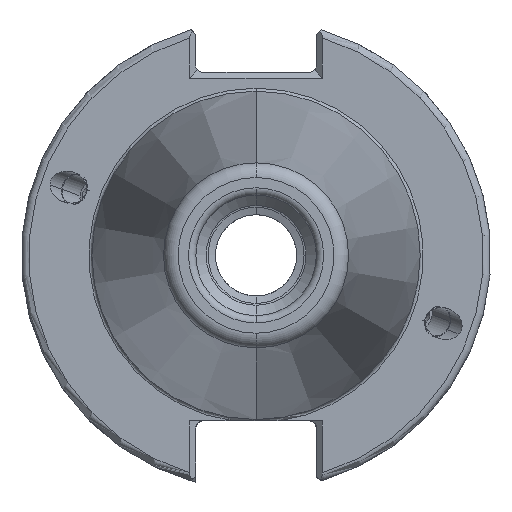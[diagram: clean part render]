
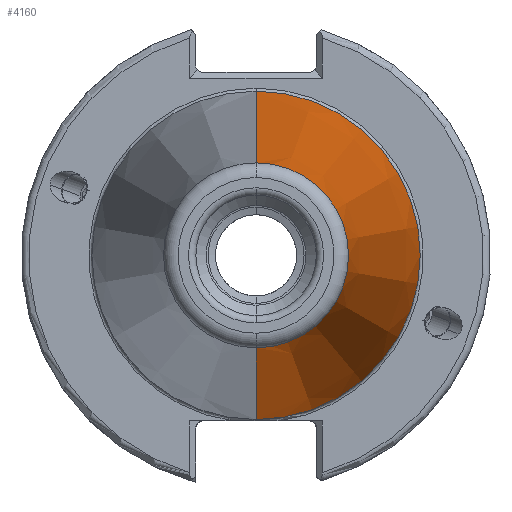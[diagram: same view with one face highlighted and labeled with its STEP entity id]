
A CAD part, left-side view. The second image highlights one B-rep face of the part: STEP entity #4160.
In plain terms, the highlighted conical face has half-angle 8.297 degrees and reference radius 22.225 mm.
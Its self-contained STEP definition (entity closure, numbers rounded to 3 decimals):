
#85 = DIRECTION ( 'NONE',  ( 0., 0., -1. ) ) ;
#195 = CIRCLE ( 'NONE', #543, 22.225 ) ;
#409 = VERTEX_POINT ( 'NONE', #6725 ) ;
#543 = AXIS2_PLACEMENT_3D ( 'NONE', #988, #5256, #1622 ) ;
#550 = DIRECTION ( 'NONE',  ( 0.99, 0., 0.144 ) ) ;
#600 = AXIS2_PLACEMENT_3D ( 'NONE', #6109, #2495, #6718 ) ;
#952 = VERTEX_POINT ( 'NONE', #3238 ) ;
#988 = CARTESIAN_POINT ( 'NONE',  ( -80., 0., 0. ) ) ;
#1347 = CARTESIAN_POINT ( 'NONE',  ( -146.539, 0., -12.522 ) ) ;
#1372 = CONICAL_SURFACE ( 'NONE', #5567, 22.225, 0.145 ) ;
#1622 = DIRECTION ( 'NONE',  ( 0., 0., 1. ) ) ;
#1630 = EDGE_CURVE ( 'NONE', #2152, #952, #6418, .T. ) ;
#2152 = VERTEX_POINT ( 'NONE', #4197 ) ;
#2248 = ORIENTED_EDGE ( 'NONE', *, *, #6753, .T. ) ;
#2453 = CARTESIAN_POINT ( 'NONE',  ( -80., 0., 0. ) ) ;
#2495 = DIRECTION ( 'NONE',  ( -1., 0., 0. ) ) ;
#2597 = ORIENTED_EDGE ( 'NONE', *, *, #1630, .F. ) ;
#2937 = CARTESIAN_POINT ( 'NONE',  ( -80., 0., -22.225 ) ) ;
#2965 = VECTOR ( 'NONE', #7745, 1000. ) ;
#3163 = DIRECTION ( 'NONE',  ( 1., 0., 0. ) ) ;
#3169 = VERTEX_POINT ( 'NONE', #1347 ) ;
#3178 = FACE_OUTER_BOUND ( 'NONE', #4837, .T. ) ;
#3238 = CARTESIAN_POINT ( 'NONE',  ( -80., 0., 22.225 ) ) ;
#3605 = EDGE_CURVE ( 'NONE', #3169, #2152, #7049, .T. ) ;
#4160 = ADVANCED_FACE ( 'NONE', ( #3178 ), #1372, .T. ) ;
#4197 = CARTESIAN_POINT ( 'NONE',  ( -146.539, 0., 12.522 ) ) ;
#4255 = VECTOR ( 'NONE', #550, 1000. ) ;
#4762 = ORIENTED_EDGE ( 'NONE', *, *, #7796, .T. ) ;
#4837 = EDGE_LOOP ( 'NONE', ( #2597, #7725, #4762, #2248 ) ) ;
#5256 = DIRECTION ( 'NONE',  ( -1., 0., 0. ) ) ;
#5567 = AXIS2_PLACEMENT_3D ( 'NONE', #2453, #3163, #85 ) ;
#6109 = CARTESIAN_POINT ( 'NONE',  ( -146.539, 0., 0. ) ) ;
#6418 = LINE ( 'NONE', #7787, #4255 ) ;
#6718 = DIRECTION ( 'NONE',  ( 0., 0., 1. ) ) ;
#6725 = CARTESIAN_POINT ( 'NONE',  ( -80., 0., -22.225 ) ) ;
#6753 = EDGE_CURVE ( 'NONE', #409, #952, #195, .T. ) ;
#7049 = CIRCLE ( 'NONE', #600, 12.522 ) ;
#7725 = ORIENTED_EDGE ( 'NONE', *, *, #3605, .F. ) ;
#7745 = DIRECTION ( 'NONE',  ( 0.99, 0., -0.144 ) ) ;
#7760 = LINE ( 'NONE', #2937, #2965 ) ;
#7787 = CARTESIAN_POINT ( 'NONE',  ( -80., 0., 22.225 ) ) ;
#7796 = EDGE_CURVE ( 'NONE', #3169, #409, #7760, .T. ) ;
